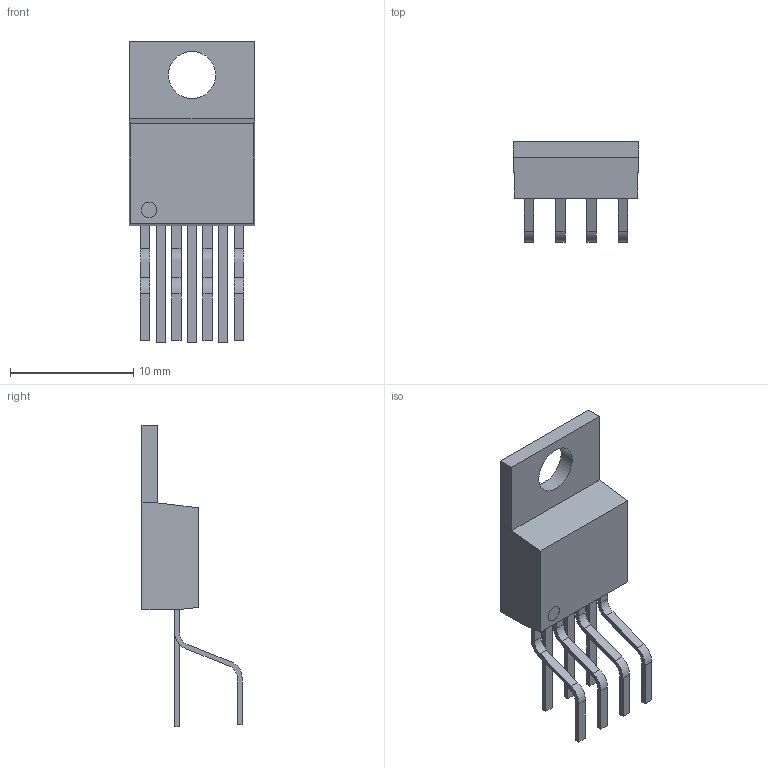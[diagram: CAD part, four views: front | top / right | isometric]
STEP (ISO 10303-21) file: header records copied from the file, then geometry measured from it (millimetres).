
FILE_DESCRIPTION(/* description */ (''),/* implementation_level */ '2;1');
FILE_NAME(/* name */ 'LM2679T',/* time_stamp */ '2020-04-13T00:59:06-04:00',/* author */ (''),/* organization */ (''),/* preprocessor_version */ 'ST-DEVELOPER v16.5',/* originating_system */ '',/* authorisation */ '');
FILE_SCHEMA (('AUTOMOTIVE_DESIGN'));
Length unit declared in the file: millimetre
Products named in the file (1): Document
Bounding box: 10.16 x 8.13 x 24.48 mm (x, y, z)
Volume: 479.5 mm3; surface area: 909.2 mm2
Topology: 9 solids, 10 shells, 157 faces, 434 edges, 290 vertices
Faces by surface type: plane 91, bspline 66
Entity records: 5047 total; most frequent: CARTESIAN_POINT 2273, ORIENTED_EDGE 862, EDGE_CURVE 434, VERTEX_POINT 290, B_SPLINE_CURVE_WITH_KNOTS 286, EDGE_LOOP 167, ADVANCED_FACE 157, FACE_OUTER_BOUND 157
